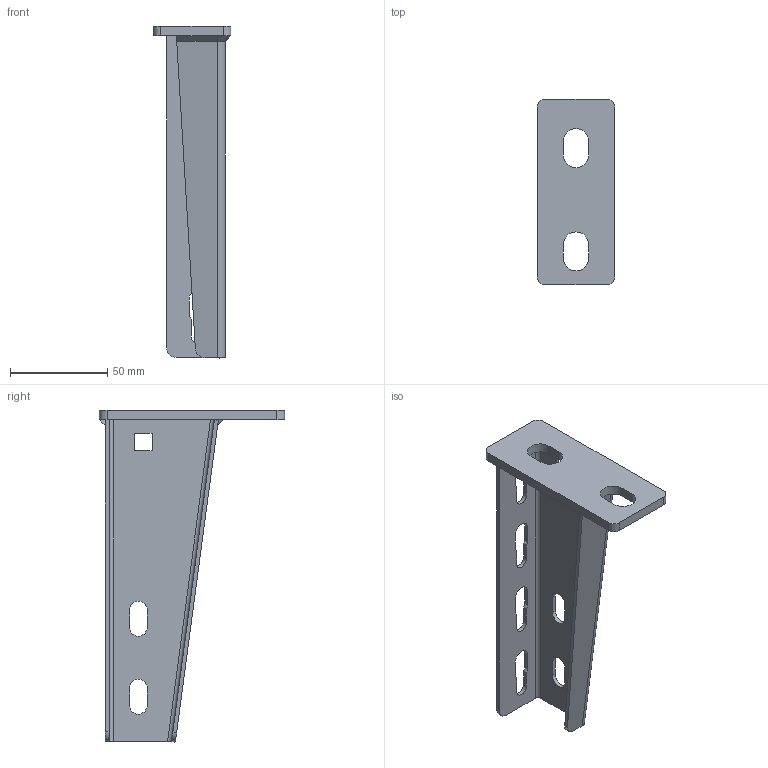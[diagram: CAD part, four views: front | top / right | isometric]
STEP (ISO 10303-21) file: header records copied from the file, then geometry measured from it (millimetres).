
FILE_DESCRIPTION((''),'2;1');
FILE_NAME('711115_ASM','2018-11-08T17:22:07',('tomasz.grudniewski'),(''),'CREO PARAMETRIC BY PTC INC, 2018260','CREO PARAMETRIC BY PTC INC, 2018260','');
FILE_SCHEMA(('CONFIG_CONTROL_DESIGN'));
Length unit declared in the file: millimetre
Products named in the file (3): PODSTAWA_40X95_PRT; WMC_RAMIE_150_PRT; 711115_ASM
Assembly tree (2 placements, depth 2):
  711115_ASM
    PODSTAWA_40X95_PRT
    WMC_RAMIE_150_PRT
Bounding box: 40 x 95 x 170.29 mm (x, y, z)
Volume: 44201.4 mm3; surface area: 38307.4 mm2
Topology: 2 solids, 3 shells, 91 faces, 246 edges, 160 vertices
Faces by surface type: plane 61, cylinder 26, bspline 3, cone 1
Entity records: 3094 total; most frequent: CARTESIAN_POINT 669, ORIENTED_EDGE 480, DIRECTION 476, EDGE_CURVE 246, VECTOR 190, LINE 190, VERTEX_POINT 160, AXIS2_PLACEMENT_3D 143
